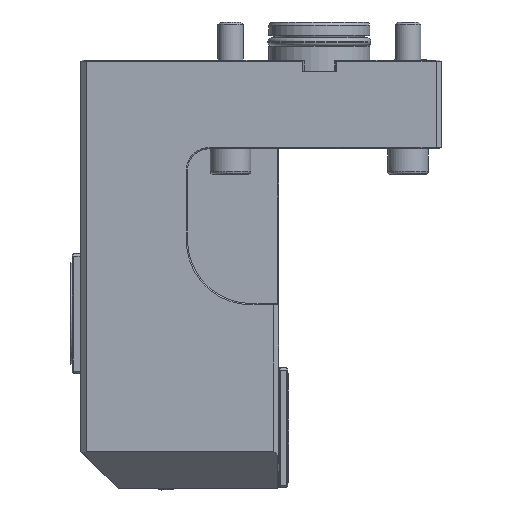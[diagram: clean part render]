
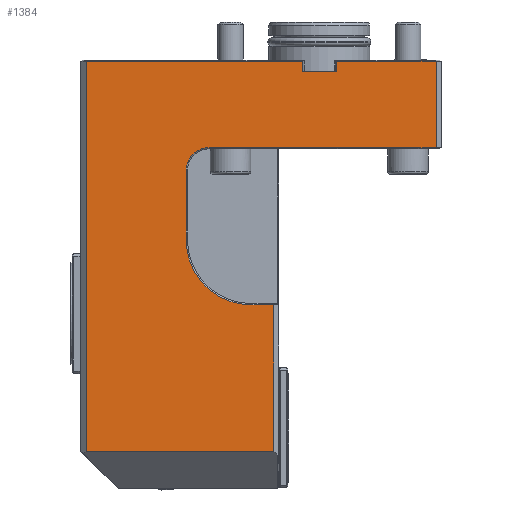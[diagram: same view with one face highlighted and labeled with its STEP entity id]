
A CAD part, front view. The second image highlights one B-rep face of the part: STEP entity #1384.
In plain terms, the highlighted planar face has unit normal (0, -1, 0).
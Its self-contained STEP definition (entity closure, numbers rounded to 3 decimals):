
#199=LINE('',#8000,#645);
#237=LINE('',#8158,#683);
#242=LINE('',#8177,#688);
#246=LINE('',#8189,#692);
#251=LINE('',#8198,#697);
#252=LINE('',#8200,#698);
#254=LINE('',#8205,#700);
#286=LINE('',#8282,#732);
#303=LINE('',#8323,#749);
#304=LINE('',#8325,#750);
#305=LINE('',#8327,#751);
#306=LINE('',#8328,#752);
#645=VECTOR('',#5864,1.);
#683=VECTOR('',#5978,1.);
#688=VECTOR('',#5999,1.);
#692=VECTOR('',#6011,1.);
#697=VECTOR('',#6018,1.);
#698=VECTOR('',#6021,1.);
#700=VECTOR('',#6027,1.);
#732=VECTOR('',#6101,1.);
#749=VECTOR('',#6140,1.);
#750=VECTOR('',#6141,1.);
#751=VECTOR('',#6142,1.);
#752=VECTOR('',#6143,1.);
#1384=ADVANCED_FACE('',(#1886),#1654,.F.);
#1654=PLANE('',#5278);
#1886=FACE_OUTER_BOUND('',#2132,.T.);
#2132=EDGE_LOOP('',(#2935,#2936,#2937,#2938,#2939,#2940,#2941,#2942,#2943,
#2944,#2945,#2946,#2947,#2948));
#2935=ORIENTED_EDGE('',*,*,#4469,.F.);
#2936=ORIENTED_EDGE('',*,*,#4468,.T.);
#2937=ORIENTED_EDGE('',*,*,#4531,.T.);
#2938=ORIENTED_EDGE('',*,*,#4532,.T.);
#2939=ORIENTED_EDGE('',*,*,#4533,.T.);
#2940=ORIENTED_EDGE('',*,*,#4510,.T.);
#2941=ORIENTED_EDGE('',*,*,#4463,.T.);
#2942=ORIENTED_EDGE('',*,*,#4460,.T.);
#2943=ORIENTED_EDGE('',*,*,#4457,.T.);
#2944=ORIENTED_EDGE('',*,*,#4529,.T.);
#2945=ORIENTED_EDGE('',*,*,#4534,.T.);
#2946=ORIENTED_EDGE('',*,*,#4472,.T.);
#2947=ORIENTED_EDGE('',*,*,#4448,.T.);
#2948=ORIENTED_EDGE('',*,*,#4386,.T.);
#3804=VERTEX_POINT('',#7741);
#3894=VERTEX_POINT('',#8001);
#3895=VERTEX_POINT('',#8002);
#3926=VERTEX_POINT('',#8152);
#3933=VERTEX_POINT('',#8176);
#3934=VERTEX_POINT('',#8178);
#3936=VERTEX_POINT('',#8184);
#3938=VERTEX_POINT('',#8193);
#3940=VERTEX_POINT('',#8197);
#3942=VERTEX_POINT('',#8206);
#3966=VERTEX_POINT('',#8283);
#3978=VERTEX_POINT('',#8319);
#3979=VERTEX_POINT('',#8324);
#3980=VERTEX_POINT('',#8326);
#4386=EDGE_CURVE('',#3894,#3895,#199,.T.);
#4448=EDGE_CURVE('',#3926,#3894,#237,.T.);
#4457=EDGE_CURVE('',#3934,#3933,#242,.T.);
#4460=EDGE_CURVE('',#3936,#3934,#4952,.T.);
#4463=EDGE_CURVE('',#3804,#3936,#246,.T.);
#4468=EDGE_CURVE('',#3938,#3940,#251,.T.);
#4469=EDGE_CURVE('',#3938,#3895,#252,.T.);
#4472=EDGE_CURVE('',#3942,#3926,#254,.T.);
#4510=EDGE_CURVE('',#3966,#3804,#286,.T.);
#4529=EDGE_CURVE('',#3933,#3978,#4963,.T.);
#4531=EDGE_CURVE('',#3940,#3979,#303,.T.);
#4532=EDGE_CURVE('',#3979,#3980,#304,.T.);
#4533=EDGE_CURVE('',#3980,#3966,#305,.T.);
#4534=EDGE_CURVE('',#3978,#3942,#306,.T.);
#4952=CIRCLE('',#5239,25.5);
#4963=CIRCLE('',#5275,9.);
#5239=AXIS2_PLACEMENT_3D('',#8183,#6004,#6005);
#5275=AXIS2_PLACEMENT_3D('',#8320,#6134,#6135);
#5278=AXIS2_PLACEMENT_3D('',#8329,#6144,#6145);
#5864=DIRECTION('',(0.,0.,-1.));
#5978=DIRECTION('',(-1.,0.,0.));
#5999=DIRECTION('',(0.,0.,1.));
#6004=DIRECTION('',(0.,1.,0.));
#6005=DIRECTION('',(1.,0.,0.));
#6011=DIRECTION('',(-1.,0.,0.));
#6018=DIRECTION('',(0.,0.,1.));
#6021=DIRECTION('',(1.,0.,0.));
#6027=DIRECTION('',(0.,0.,1.));
#6101=DIRECTION('',(0.,0.,1.));
#6134=DIRECTION('',(0.,1.,0.));
#6135=DIRECTION('',(1.,0.,0.));
#6140=DIRECTION('',(-1.,0.,0.));
#6141=DIRECTION('',(0.,0.,-1.));
#6142=DIRECTION('',(1.,0.,0.));
#6143=DIRECTION('',(1.,0.,0.));
#6144=DIRECTION('',(0.,1.,0.));
#6145=DIRECTION('',(-1.,0.,0.));
#7741=CARTESIAN_POINT('',(-18.,-38.7,-96.5));
#8000=CARTESIAN_POINT('',(6.8,-38.7,-169.));
#8001=CARTESIAN_POINT('',(6.8,-38.7,-0.5));
#8002=CARTESIAN_POINT('',(6.8,-38.7,-4.5));
#8152=CARTESIAN_POINT('',(46.,-38.7,-0.5));
#8158=CARTESIAN_POINT('',(6.5,-38.7,-0.5));
#8176=CARTESIAN_POINT('',(-52.5,-38.7,-43.5));
#8177=CARTESIAN_POINT('',(-52.5,-38.7,-169.));
#8178=CARTESIAN_POINT('',(-52.5,-38.7,-71.));
#8183=CARTESIAN_POINT('',(-27.,-38.7,-71.));
#8184=CARTESIAN_POINT('',(-27.,-38.7,-96.5));
#8189=CARTESIAN_POINT('',(48.,-38.7,-96.5));
#8193=CARTESIAN_POINT('',(-6.8,-38.7,-4.5));
#8197=CARTESIAN_POINT('',(-6.8,-38.7,-0.5));
#8198=CARTESIAN_POINT('',(-6.8,-38.7,-169.));
#8200=CARTESIAN_POINT('',(48.,-38.7,-4.5));
#8205=CARTESIAN_POINT('',(46.,-38.7,-169.));
#8206=CARTESIAN_POINT('',(46.,-38.7,-34.5));
#8282=CARTESIAN_POINT('',(-18.,-38.7,-96.));
#8283=CARTESIAN_POINT('',(-18.,-38.7,-154.3));
#8319=CARTESIAN_POINT('',(-43.5,-38.7,-34.5));
#8320=CARTESIAN_POINT('',(-43.5,-38.7,-43.5));
#8323=CARTESIAN_POINT('',(-92.,-38.7,-0.5));
#8324=CARTESIAN_POINT('',(-92.,-38.7,-0.5));
#8325=CARTESIAN_POINT('',(-92.,-38.7,-169.));
#8326=CARTESIAN_POINT('',(-92.,-38.7,-154.3));
#8327=CARTESIAN_POINT('',(-233.914,-38.7,-154.3));
#8328=CARTESIAN_POINT('',(48.,-38.7,-34.5));
#8329=CARTESIAN_POINT('',(48.,-38.7,-169.));
